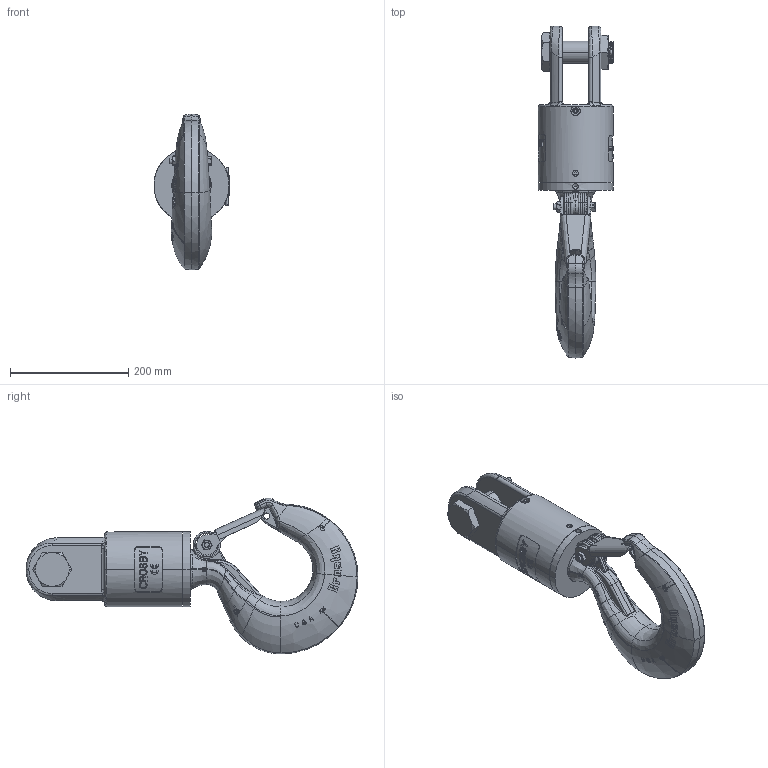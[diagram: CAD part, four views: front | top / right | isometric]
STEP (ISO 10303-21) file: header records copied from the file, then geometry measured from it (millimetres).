
FILE_DESCRIPTION((''),'2;1');
FILE_NAME('PRT0001','2008-10-21T',('adoughty'),('The Crosby Group, Inc.'),'PRO/ENGINEER BY PARAMETRIC TECHNOLOGY CORPORATION, 2005070','PRO/ENGINEER BY PARAMETRIC TECHNOLOGY CORPORATION, 2005070','');
FILE_SCHEMA(('CONFIG_CONTROL_DESIGN'));
Products named in the file (1): PRT0001
Bounding box: 128.59 x 561.72 x 263.62 mm (x, y, z)
Surface area: 310685.9 mm2 (no closed solid volume)
Topology: 0 solids, 3 shells, 1444 faces, 3947 edges, 2560 vertices
Faces by surface type: plane 903, bspline 261, cylinder 155, torus 69, cone 52, extrusion 4
Entity records: 59294 total; most frequent: CARTESIAN_POINT 26988, ORIENTED_EDGE 7886, DIRECTION 4975, EDGE_CURVE 3943, VERTEX_POINT 2560, B_SPLINE_CURVE_WITH_KNOTS 1994, AXIS2_PLACEMENT_3D 1839, EDGE_LOOP 1517
